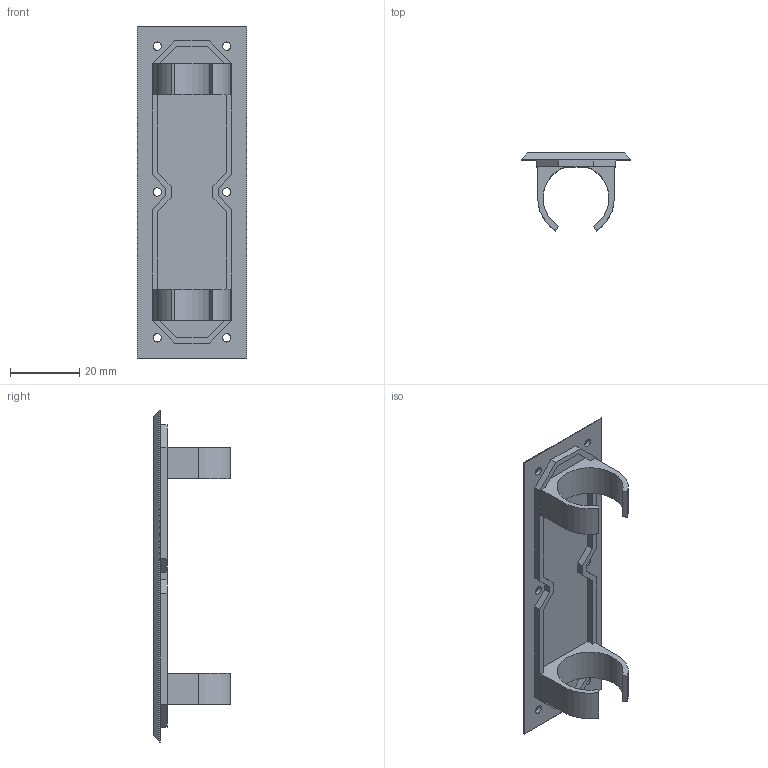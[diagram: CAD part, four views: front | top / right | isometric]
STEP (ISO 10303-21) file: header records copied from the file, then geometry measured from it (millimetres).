
FILE_DESCRIPTION(/* description */ (''),/* implementation_level */ '2;1');
FILE_NAME(/* name */ 'RectPanel_96x_32_Cell_18650_4mm.step',/* time_stamp */ '2025-09-13T08:15:00-07:00',/* author */ (''),/* organization */ (''),/* preprocessor_version */ 'ST-DEVELOPER v20.1',/* originating_system */ 'Autodesk Translation Framework v14.17.0.0',/* authorisation */ '');
FILE_SCHEMA (('AUTOMOTIVE_DESIGN { 1 0 10303 214 3 1 1 }'));
Length unit declared in the file: millimetre
Products named in the file (3): RectPanel_96x_32_Cell_18650_4mm; CellMount_18650; Side_96x_32_4mm v7
Assembly tree (2 placements, depth 2):
  RectPanel_96x_32_Cell_18650_4mm
    CellMount_18650
    Side_96x_32_4mm v7
Bounding box: 31.6 x 22.35 x 95.6 mm (x, y, z)
Volume: 8475.4 mm3; surface area: 8832.5 mm2
Topology: 1 solids, 1 shells, 124 faces, 332 edges, 218 vertices
Faces by surface type: plane 64, bspline 42, cylinder 12, cone 6
Full cylindrical faces by diameter (mm): 2.4 x6
Entity records: 4047 total; most frequent: CARTESIAN_POINT 1225, ORIENTED_EDGE 664, DIRECTION 452, EDGE_CURVE 332, LINE 218, VECTOR 218, VERTEX_POINT 218, EDGE_LOOP 144
